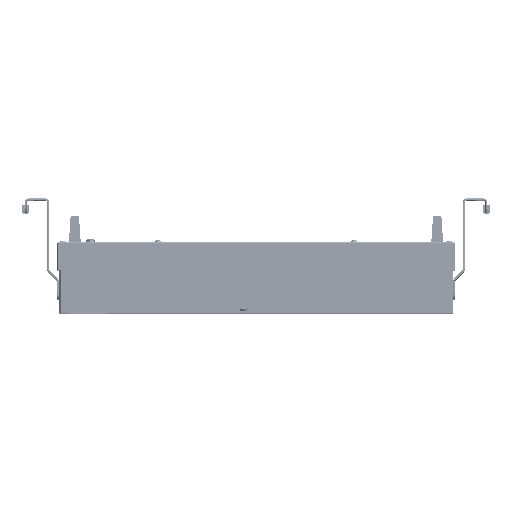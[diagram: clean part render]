
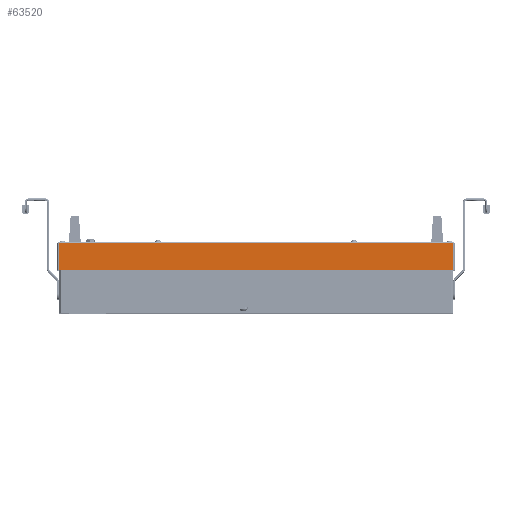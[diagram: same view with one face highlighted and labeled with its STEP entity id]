
A CAD part, top view. The second image highlights one B-rep face of the part: STEP entity #63520.
In plain terms, the highlighted planar face has unit normal (0, 0, 1).
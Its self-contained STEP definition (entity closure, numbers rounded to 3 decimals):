
#4459 = LINE ( 'NONE', #79965, #41865 ) ;
#4876 = EDGE_CURVE ( 'NONE', #140945, #19023, #98010, .T. ) ;
#10520 = PLANE ( 'NONE',  #103624 ) ;
#13386 = ORIENTED_EDGE ( 'NONE', *, *, #83695, .T. ) ;
#15667 = ORIENTED_EDGE ( 'NONE', *, *, #111345, .T. ) ;
#18035 = CARTESIAN_POINT ( 'NONE',  ( 201.4, 29., 230.1 ) ) ;
#19023 = VERTEX_POINT ( 'NONE', #85951 ) ;
#23344 = CARTESIAN_POINT ( 'NONE',  ( -201.4, 29., 230.1 ) ) ;
#28797 = LINE ( 'NONE', #18035, #118533 ) ;
#41865 = VECTOR ( 'NONE', #50462, 1000. ) ;
#42402 = ORIENTED_EDGE ( 'NONE', *, *, #4876, .T. ) ;
#42873 = CARTESIAN_POINT ( 'NONE',  ( 201.4, 0., 230.1 ) ) ;
#50019 = VERTEX_POINT ( 'NONE', #92136 ) ;
#50462 = DIRECTION ( 'NONE',  ( 1., 0., 0. ) ) ;
#51778 = CARTESIAN_POINT ( 'NONE',  ( -202.9, 29., 230.1 ) ) ;
#63520 = ADVANCED_FACE ( 'NONE', ( #138715 ), #10520, .F. ) ;
#67204 = DIRECTION ( 'NONE',  ( 0., -1., 0. ) ) ;
#73367 = DIRECTION ( 'NONE',  ( 0., 1., 0. ) ) ;
#73851 = DIRECTION ( 'NONE',  ( -1., 0., 0. ) ) ;
#79965 = CARTESIAN_POINT ( 'NONE',  ( -202.9, 0., 230.1 ) ) ;
#83695 = EDGE_CURVE ( 'NONE', #132694, #50019, #28797, .T. ) ;
#85951 = CARTESIAN_POINT ( 'NONE',  ( -201.4, 0., 230.1 ) ) ;
#91603 = EDGE_LOOP ( 'NONE', ( #15667, #13386, #139292, #42402 ) ) ;
#92136 = CARTESIAN_POINT ( 'NONE',  ( 201.4, 27.5, 230.1 ) ) ;
#94234 = DIRECTION ( 'NONE',  ( -1., 0., 0. ) ) ;
#95385 = CARTESIAN_POINT ( 'NONE',  ( -202.9, 27.5, 230.1 ) ) ;
#98010 = LINE ( 'NONE', #23344, #126009 ) ;
#103119 = VECTOR ( 'NONE', #73851, 1000. ) ;
#103624 = AXIS2_PLACEMENT_3D ( 'NONE', #51778, #105748, #94234 ) ;
#105748 = DIRECTION ( 'NONE',  ( 0., 0., -1. ) ) ;
#111345 = EDGE_CURVE ( 'NONE', #19023, #132694, #4459, .T. ) ;
#118533 = VECTOR ( 'NONE', #73367, 1000. ) ;
#123061 = EDGE_CURVE ( 'NONE', #50019, #140945, #137791, .T. ) ;
#126009 = VECTOR ( 'NONE', #67204, 1000. ) ;
#132694 = VERTEX_POINT ( 'NONE', #42873 ) ;
#137791 = LINE ( 'NONE', #95385, #103119 ) ;
#138715 = FACE_OUTER_BOUND ( 'NONE', #91603, .T. ) ;
#139292 = ORIENTED_EDGE ( 'NONE', *, *, #123061, .T. ) ;
#140945 = VERTEX_POINT ( 'NONE', #141383 ) ;
#141383 = CARTESIAN_POINT ( 'NONE',  ( -201.4, 27.5, 230.1 ) ) ;
